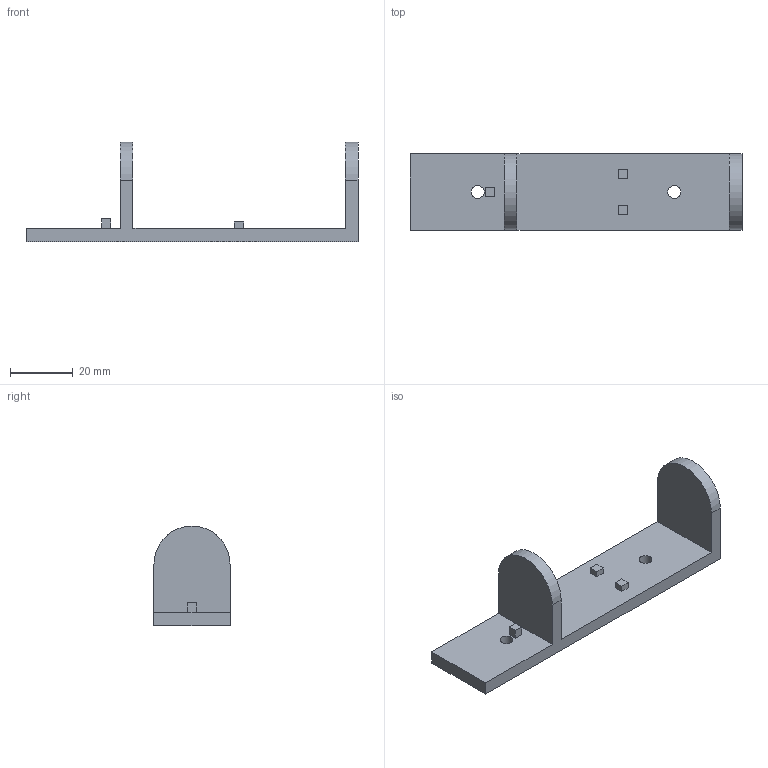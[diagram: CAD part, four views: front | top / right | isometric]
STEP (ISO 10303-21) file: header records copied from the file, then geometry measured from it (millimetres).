
FILE_DESCRIPTION(/* description */ (''),/* implementation_level */ '2;1');
FILE_NAME(/* name */ 'Locomotive 1 v15.step',/* time_stamp */ '2023-11-10T03:35:40-08:00',/* author */ (''),/* organization */ (''),/* preprocessor_version */ 'ST-DEVELOPER v20',/* originating_system */ 'Autodesk Translation Framework v12.14.0.127',/* authorisation */ '');
FILE_SCHEMA (('AUTOMOTIVE_DESIGN { 1 0 10303 214 3 1 1 }'));
Length unit declared in the file: millimetre
Products named in the file (1): Locomotive 1
Bounding box: 105.5 x 24.2 x 31.74 mm (x, y, z)
Volume: 15823.5 mm3; surface area: 9126.8 mm2
Topology: 1 solids, 1 shells, 31 faces, 78 edges, 52 vertices
Faces by surface type: plane 27, cylinder 4
Full cylindrical faces by diameter (mm): 4.1 x2
Entity records: 968 total; most frequent: CARTESIAN_POINT 162, ORIENTED_EDGE 156, DIRECTION 150, EDGE_CURVE 78, LINE 70, VECTOR 70, VERTEX_POINT 52, AXIS2_PLACEMENT_3D 40
